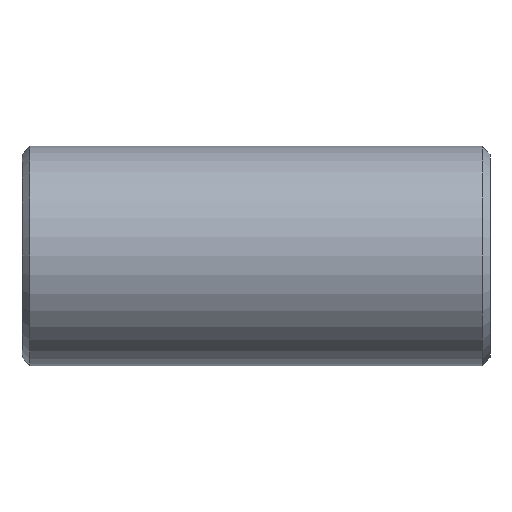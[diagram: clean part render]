
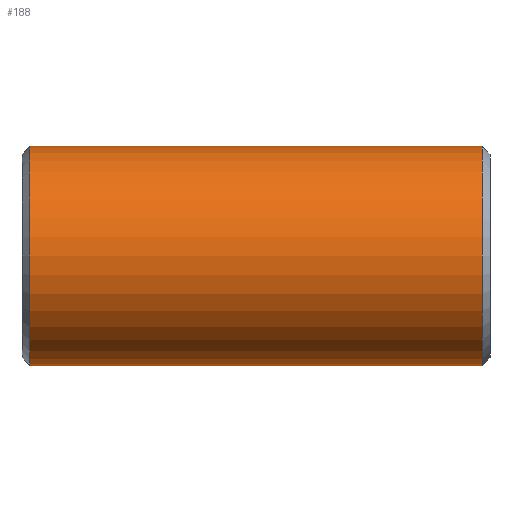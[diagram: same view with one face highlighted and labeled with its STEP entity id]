
A CAD part, front view. The second image highlights one B-rep face of the part: STEP entity #188.
In plain terms, the highlighted cylindrical face has radius 13.335 mm (diameter 26.67 mm), a partial arc.
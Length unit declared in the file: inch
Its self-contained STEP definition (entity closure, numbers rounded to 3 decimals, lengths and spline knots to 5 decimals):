
#1 = CARTESIAN_POINT ( 'NONE',  ( -1.08233, 0., 0. ) ) ;
#33 = VERTEX_POINT ( 'NONE', #95 ) ;
#36 = EDGE_CURVE ( 'NONE', #483, #33, #471, .T. ) ;
#41 = VECTOR ( 'NONE', #57, 39.37008 ) ;
#46 = DIRECTION ( 'NONE',  ( 0., 0., 1. ) ) ;
#52 = CIRCLE ( 'NONE', #151, 0.525 ) ;
#57 = DIRECTION ( 'NONE',  ( -1., 0., 0. ) ) ;
#65 = EDGE_CURVE ( 'NONE', #536, #545, #52, .T. ) ;
#66 = VECTOR ( 'NONE', #254, 39.37008 ) ;
#71 = LINE ( 'NONE', #291, #66 ) ;
#77 = EDGE_CURVE ( 'NONE', #33, #363, #209, .T. ) ;
#95 = CARTESIAN_POINT ( 'NONE',  ( -1.08233, 0., 0.525 ) ) ;
#108 = CARTESIAN_POINT ( 'NONE',  ( 1.12, 0., 0.525 ) ) ;
#110 = DIRECTION ( 'NONE',  ( -1., 0., 0. ) ) ;
#124 = EDGE_LOOP ( 'NONE', ( #444, #403, #218, #297, #448, #155 ) ) ;
#145 = CARTESIAN_POINT ( 'NONE',  ( 1.08233, 0., 0. ) ) ;
#151 = AXIS2_PLACEMENT_3D ( 'NONE', #145, #328, #320 ) ;
#155 = ORIENTED_EDGE ( 'NONE', *, *, #298, .F. ) ;
#157 = FACE_OUTER_BOUND ( 'NONE', #124, .T. ) ;
#160 = CARTESIAN_POINT ( 'NONE',  ( 1.12, 0., -0.525 ) ) ;
#183 = DIRECTION ( 'NONE',  ( 1., 0., 0. ) ) ;
#188 = ADVANCED_FACE ( 'NONE', ( #157 ), #528, .T. ) ;
#189 = CARTESIAN_POINT ( 'NONE',  ( 1.12, 0., 0.525 ) ) ;
#193 = CARTESIAN_POINT ( 'NONE',  ( -1.08233, 0., -0.525 ) ) ;
#209 = CIRCLE ( 'NONE', #544, 0.525 ) ;
#211 = LINE ( 'NONE', #108, #391 ) ;
#218 = ORIENTED_EDGE ( 'NONE', *, *, #226, .T. ) ;
#226 = EDGE_CURVE ( 'NONE', #545, #483, #211, .T. ) ;
#236 = EDGE_CURVE ( 'NONE', #536, #265, #442, .T. ) ;
#251 = DIRECTION ( 'NONE',  ( -1., 0., 0. ) ) ;
#254 = DIRECTION ( 'NONE',  ( -1., 0., 0. ) ) ;
#256 = CARTESIAN_POINT ( 'NONE',  ( 1.08233, 0., 0.525 ) ) ;
#265 = VERTEX_POINT ( 'NONE', #347 ) ;
#268 = AXIS2_PLACEMENT_3D ( 'NONE', #393, #480, #289 ) ;
#278 = CARTESIAN_POINT ( 'NONE',  ( 0., 0., 0.525 ) ) ;
#289 = DIRECTION ( 'NONE',  ( 0., 0., 1. ) ) ;
#291 = CARTESIAN_POINT ( 'NONE',  ( 1.12, 0., -0.525 ) ) ;
#297 = ORIENTED_EDGE ( 'NONE', *, *, #36, .T. ) ;
#298 = EDGE_CURVE ( 'NONE', #265, #363, #71, .T. ) ;
#320 = DIRECTION ( 'NONE',  ( 0., 0., -1. ) ) ;
#328 = DIRECTION ( 'NONE',  ( -1., 0., 0. ) ) ;
#347 = CARTESIAN_POINT ( 'NONE',  ( 0., 0., -0.525 ) ) ;
#363 = VERTEX_POINT ( 'NONE', #193 ) ;
#391 = VECTOR ( 'NONE', #110, 39.37008 ) ;
#393 = CARTESIAN_POINT ( 'NONE',  ( 1.12, 0., 0. ) ) ;
#403 = ORIENTED_EDGE ( 'NONE', *, *, #65, .T. ) ;
#431 = VECTOR ( 'NONE', #251, 39.37008 ) ;
#442 = LINE ( 'NONE', #160, #431 ) ;
#444 = ORIENTED_EDGE ( 'NONE', *, *, #236, .F. ) ;
#445 = CARTESIAN_POINT ( 'NONE',  ( 1.08233, 0., -0.525 ) ) ;
#448 = ORIENTED_EDGE ( 'NONE', *, *, #77, .T. ) ;
#471 = LINE ( 'NONE', #189, #41 ) ;
#480 = DIRECTION ( 'NONE',  ( -1., 0., 0. ) ) ;
#483 = VERTEX_POINT ( 'NONE', #278 ) ;
#528 = CYLINDRICAL_SURFACE ( 'NONE', #268, 0.525 ) ;
#536 = VERTEX_POINT ( 'NONE', #445 ) ;
#544 = AXIS2_PLACEMENT_3D ( 'NONE', #1, #183, #46 ) ;
#545 = VERTEX_POINT ( 'NONE', #256 ) ;
